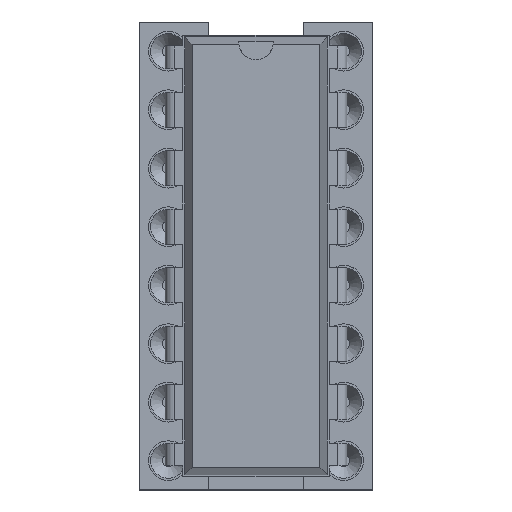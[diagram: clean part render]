
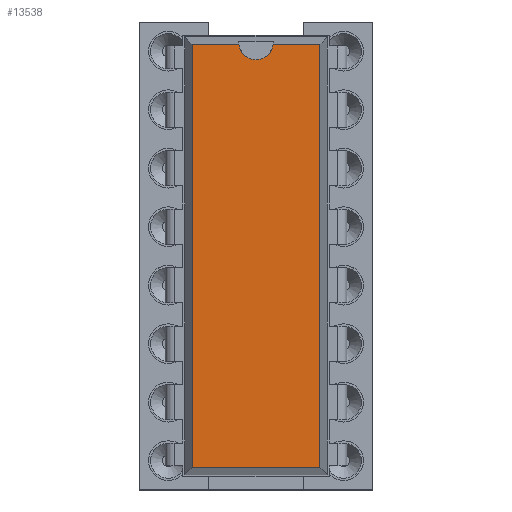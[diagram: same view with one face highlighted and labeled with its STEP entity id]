
A CAD part, top view. The second image highlights one B-rep face of the part: STEP entity #13538.
In plain terms, the highlighted planar face has unit normal (0, 0, 1).
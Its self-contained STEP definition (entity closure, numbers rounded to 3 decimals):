
#9998 = VERTEX_POINT('',#9999);
#9999 = CARTESIAN_POINT('',(6.586,0.3,3.68));
#10004 = EDGE_CURVE('',#10005,#9998,#10007,.T.);
#10005 = VERTEX_POINT('',#10006);
#10006 = CARTESIAN_POINT('',(6.586,-18.08,3.68));
#10007 = LINE('',#10008,#10009);
#10008 = CARTESIAN_POINT('',(6.586,-18.08,3.68));
#10009 = VECTOR('',#10010,1.);
#10010 = DIRECTION('',(0.,1.,0.));
#11564 = VERTEX_POINT('',#11565);
#11565 = CARTESIAN_POINT('',(1.034,0.3,3.68));
#11570 = EDGE_CURVE('',#11571,#11564,#11573,.T.);
#11571 = VERTEX_POINT('',#11572);
#11572 = CARTESIAN_POINT('',(3.064,0.3,3.68));
#11573 = LINE('',#11574,#11575);
#11574 = CARTESIAN_POINT('',(6.586,0.3,3.68));
#11575 = VECTOR('',#11576,1.);
#11576 = DIRECTION('',(-1.,0.,0.));
#11791 = VERTEX_POINT('',#11792);
#11792 = CARTESIAN_POINT('',(4.556,0.3,3.68));
#11896 = EDGE_CURVE('',#9998,#11791,#11897,.T.);
#11897 = LINE('',#11898,#11899);
#11898 = CARTESIAN_POINT('',(6.586,0.3,3.68));
#11899 = VECTOR('',#11900,1.);
#11900 = DIRECTION('',(-1.,0.,0.));
#11968 = VERTEX_POINT('',#11969);
#11969 = CARTESIAN_POINT('',(1.034,-18.08,3.68));
#11974 = EDGE_CURVE('',#11564,#11968,#11975,.T.);
#11975 = LINE('',#11976,#11977);
#11976 = CARTESIAN_POINT('',(1.034,0.3,3.68));
#11977 = VECTOR('',#11978,1.);
#11978 = DIRECTION('',(0.,-1.,0.));
#13527 = EDGE_CURVE('',#11968,#10005,#13528,.T.);
#13528 = LINE('',#13529,#13530);
#13529 = CARTESIAN_POINT('',(1.034,-18.08,3.68));
#13530 = VECTOR('',#13531,1.);
#13531 = DIRECTION('',(1.,0.,0.));
#13538 = ADVANCED_FACE('',(#13539),#13562,.F.);
#13539 = FACE_BOUND('',#13540,.F.);
#13540 = EDGE_LOOP('',(#13541,#13542,#13543,#13544,#13545,#13554,#13561)
  );
#13541 = ORIENTED_EDGE('',*,*,#10004,.F.);
#13542 = ORIENTED_EDGE('',*,*,#13527,.F.);
#13543 = ORIENTED_EDGE('',*,*,#11974,.F.);
#13544 = ORIENTED_EDGE('',*,*,#11570,.F.);
#13545 = ORIENTED_EDGE('',*,*,#13546,.F.);
#13546 = EDGE_CURVE('',#13547,#11571,#13549,.T.);
#13547 = VERTEX_POINT('',#13548);
#13548 = CARTESIAN_POINT('',(3.81,-0.375,3.68));
#13549 = CIRCLE('',#13550,0.75);
#13550 = AXIS2_PLACEMENT_3D('',#13551,#13552,#13553);
#13551 = CARTESIAN_POINT('',(3.81,0.375,3.68));
#13552 = DIRECTION('',(0.,-0.,-1.));
#13553 = DIRECTION('',(0.,-1.,0.));
#13554 = ORIENTED_EDGE('',*,*,#13555,.F.);
#13555 = EDGE_CURVE('',#11791,#13547,#13556,.T.);
#13556 = CIRCLE('',#13557,0.75);
#13557 = AXIS2_PLACEMENT_3D('',#13558,#13559,#13560);
#13558 = CARTESIAN_POINT('',(3.81,0.375,3.68));
#13559 = DIRECTION('',(0.,-0.,-1.));
#13560 = DIRECTION('',(0.,-1.,0.));
#13561 = ORIENTED_EDGE('',*,*,#11896,.F.);
#13562 = PLANE('',#13563);
#13563 = AXIS2_PLACEMENT_3D('',#13564,#13565,#13566);
#13564 = CARTESIAN_POINT('',(6.586,-18.08,3.68));
#13565 = DIRECTION('',(-0.,0.,-1.));
#13566 = DIRECTION('',(-0.289,0.957,0.));
